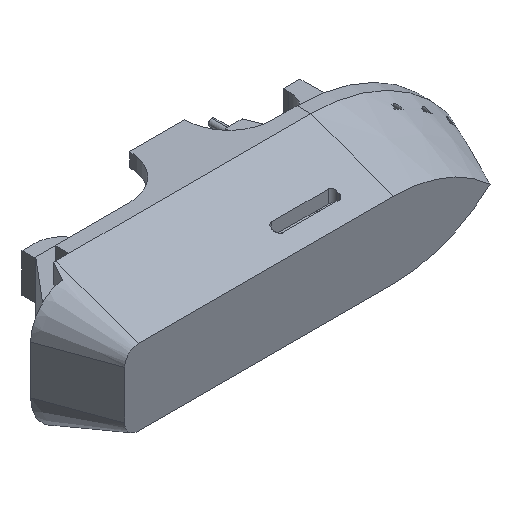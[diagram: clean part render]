
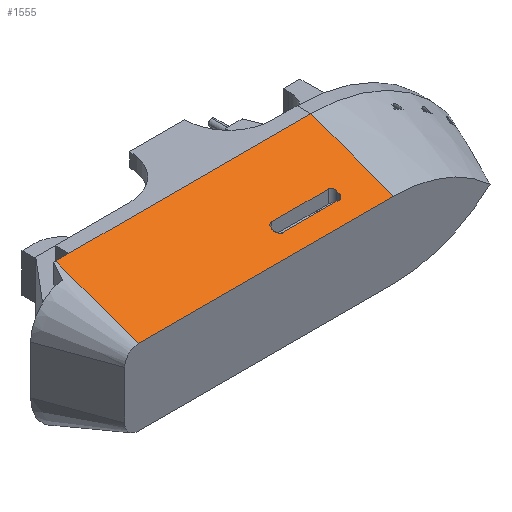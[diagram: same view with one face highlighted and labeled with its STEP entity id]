
A CAD part, isometric view. The second image highlights one B-rep face of the part: STEP entity #1555.
In plain terms, the highlighted planar face has unit normal (0, -0.342, 0.94).
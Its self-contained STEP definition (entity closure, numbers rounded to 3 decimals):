
#35 = CARTESIAN_POINT ( 'NONE',  ( 83.475, 16.2, 40.821 ) ) ;
#55 = VERTEX_POINT ( 'NONE', #2957 ) ;
#82 = ORIENTED_EDGE ( 'NONE', *, *, #3487, .T. ) ;
#95 = VERTEX_POINT ( 'NONE', #1436 ) ;
#146 = CARTESIAN_POINT ( 'NONE',  ( -105.41, 76.2, 62.66 ) ) ;
#153 = VERTEX_POINT ( 'NONE', #4406 ) ;
#209 = LINE ( 'NONE', #3088, #2901 ) ;
#235 = LINE ( 'NONE', #4367, #2136 ) ;
#256 = CARTESIAN_POINT ( 'NONE',  ( 85.818, 16.2, 40.821 ) ) ;
#338 = DIRECTION ( 'NONE',  ( 0., 0.94, 0.342 ) ) ;
#412 = LINE ( 'NONE', #4504, #2052 ) ;
#429 = EDGE_CURVE ( 'NONE', #3194, #3575, #3467, .T. ) ;
#460 = AXIS2_PLACEMENT_3D ( 'NONE', #3881, #2413, #2023 ) ;
#464 = CARTESIAN_POINT ( 'NONE',  ( 83.475, 26.2, 44.461 ) ) ;
#612 = VECTOR ( 'NONE', #1597, 1000. ) ;
#627 = CARTESIAN_POINT ( 'NONE',  ( 27.475, 22.2, 43.005 ) ) ;
#664 = CARTESIAN_POINT ( 'NONE',  ( 87.475, 17.857, 41.424 ) ) ;
#672 = LINE ( 'NONE', #3262, #3929 ) ;
#775 = VECTOR ( 'NONE', #816, 1000. ) ;
#794 = EDGE_CURVE ( 'NONE', #55, #1240, #1274, .T. ) ;
#816 = DIRECTION ( 'NONE',  ( 0., -0.94, -0.342 ) ) ;
#878 = CARTESIAN_POINT ( 'NONE',  ( 117.475, 0., 34.925 ) ) ;
#920 = PLANE ( 'NONE',  #460 ) ;
#957 = CARTESIAN_POINT ( 'NONE',  ( 117.475, 76.2, 62.66 ) ) ;
#996 = CARTESIAN_POINT ( 'NONE',  ( -117.475, 0., 34.925 ) ) ;
#1085 = ORIENTED_EDGE ( 'NONE', *, *, #794, .T. ) ;
#1114 = VERTEX_POINT ( 'NONE', #996 ) ;
#1115 = LINE ( 'NONE', #4111, #2974 ) ;
#1164 = CARTESIAN_POINT ( 'NONE',  ( 27.475, 17.857, 41.424 ) ) ;
#1173 = EDGE_CURVE ( 'NONE', #3281, #3139, #1765, .T. ) ;
#1240 = VERTEX_POINT ( 'NONE', #35 ) ;
#1274 =( BOUNDED_CURVE ( )  B_SPLINE_CURVE ( 3, ( #3998, #664, #256, #4387 ),
 .UNSPECIFIED., .F., .F. ) 
 B_SPLINE_CURVE_WITH_KNOTS ( ( 4, 4 ),
 ( 4.712, 6.283 ),
 .UNSPECIFIED. ) 
 CURVE ( )  GEOMETRIC_REPRESENTATION_ITEM ( )  RATIONAL_B_SPLINE_CURVE ( ( 1., 0.805, 0.805, 1. ) ) 
 REPRESENTATION_ITEM ( '' )  );
#1317 = LINE ( 'NONE', #2784, #775 ) ;
#1355 = FACE_OUTER_BOUND ( 'NONE', #4608, .T. ) ;
#1373 = DIRECTION ( 'NONE',  ( -1., 0., 0. ) ) ;
#1387 = CARTESIAN_POINT ( 'NONE',  ( 83.475, 26.2, 44.461 ) ) ;
#1436 = CARTESIAN_POINT ( 'NONE',  ( 31.475, 16.2, 40.821 ) ) ;
#1482 = CARTESIAN_POINT ( 'NONE',  ( 87.475, 22.2, 43.005 ) ) ;
#1493 = ORIENTED_EDGE ( 'NONE', *, *, #2969, .F. ) ;
#1550 = CARTESIAN_POINT ( 'NONE',  ( -117.475, 0., 34.925 ) ) ;
#1555 = ADVANCED_FACE ( 'NONE', ( #2743, #1355 ), #920, .T. ) ;
#1597 = DIRECTION ( 'NONE',  ( 0., -0.94, -0.342 ) ) ;
#1634 = VERTEX_POINT ( 'NONE', #4380 ) ;
#1704 = ORIENTED_EDGE ( 'NONE', *, *, #4308, .F. ) ;
#1765 =( BOUNDED_CURVE ( )  B_SPLINE_CURVE ( 3, ( #627, #3237, #4741, #4694 ),
 .UNSPECIFIED., .F., .F. ) 
 B_SPLINE_CURVE_WITH_KNOTS ( ( 4, 4 ),
 ( 1.571, 3.142 ),
 .UNSPECIFIED. ) 
 CURVE ( )  GEOMETRIC_REPRESENTATION_ITEM ( )  RATIONAL_B_SPLINE_CURVE ( ( 1., 0.805, 0.805, 1. ) ) 
 REPRESENTATION_ITEM ( '' )  );
#1770 = VERTEX_POINT ( 'NONE', #3973 ) ;
#1797 = ORIENTED_EDGE ( 'NONE', *, *, #3817, .T. ) ;
#1833 = CARTESIAN_POINT ( 'NONE',  ( 27.475, 20.2, 42.277 ) ) ;
#2023 = DIRECTION ( 'NONE',  ( 0., -0.94, -0.342 ) ) ;
#2052 = VECTOR ( 'NONE', #4818, 1000. ) ;
#2059 = EDGE_CURVE ( 'NONE', #3878, #1770, #3255, .T. ) ;
#2102 = ORIENTED_EDGE ( 'NONE', *, *, #3063, .T. ) ;
#2116 = EDGE_CURVE ( 'NONE', #2397, #3281, #1115, .T. ) ;
#2133 = ORIENTED_EDGE ( 'NONE', *, *, #2059, .T. ) ;
#2136 = VECTOR ( 'NONE', #1373, 1000. ) ;
#2138 = CARTESIAN_POINT ( 'NONE',  ( 31.475, 26.2, 44.461 ) ) ;
#2153 = EDGE_CURVE ( 'NONE', #3139, #3878, #412, .T. ) ;
#2155 = EDGE_CURVE ( 'NONE', #95, #2397, #4263, .T. ) ;
#2197 = LINE ( 'NONE', #1550, #612 ) ;
#2203 = CARTESIAN_POINT ( 'NONE',  ( 27.475, 22.2, 43.005 ) ) ;
#2397 = VERTEX_POINT ( 'NONE', #3382 ) ;
#2413 = DIRECTION ( 'NONE',  ( 0., -0.342, 0.94 ) ) ;
#2583 = CARTESIAN_POINT ( 'NONE',  ( 87.475, 24.543, 43.858 ) ) ;
#2646 = EDGE_CURVE ( 'NONE', #1770, #55, #672, .T. ) ;
#2743 = FACE_BOUND ( 'NONE', #4394, .T. ) ;
#2784 = CARTESIAN_POINT ( 'NONE',  ( 117.475, 0., 34.925 ) ) ;
#2853 = CARTESIAN_POINT ( 'NONE',  ( 85.818, 26.2, 44.461 ) ) ;
#2886 = ORIENTED_EDGE ( 'NONE', *, *, #429, .F. ) ;
#2901 = VECTOR ( 'NONE', #4296, 1000. ) ;
#2912 = DIRECTION ( 'NONE',  ( 0., -0.94, -0.342 ) ) ;
#2957 = CARTESIAN_POINT ( 'NONE',  ( 87.475, 20.2, 42.277 ) ) ;
#2969 = EDGE_CURVE ( 'NONE', #153, #3194, #209, .T. ) ;
#2974 = VECTOR ( 'NONE', #338, 1000. ) ;
#3063 = EDGE_CURVE ( 'NONE', #1240, #95, #235, .T. ) ;
#3088 = CARTESIAN_POINT ( 'NONE',  ( 117.475, 76.2, 62.66 ) ) ;
#3139 = VERTEX_POINT ( 'NONE', #2138 ) ;
#3194 = VERTEX_POINT ( 'NONE', #3954 ) ;
#3237 = CARTESIAN_POINT ( 'NONE',  ( 27.475, 24.543, 43.858 ) ) ;
#3255 =( BOUNDED_CURVE ( )  B_SPLINE_CURVE ( 3, ( #1387, #2853, #2583, #1482 ),
 .UNSPECIFIED., .F., .F. ) 
 B_SPLINE_CURVE_WITH_KNOTS ( ( 4, 4 ),
 ( 3.142, 4.712 ),
 .UNSPECIFIED. ) 
 CURVE ( )  GEOMETRIC_REPRESENTATION_ITEM ( )  RATIONAL_B_SPLINE_CURVE ( ( 1., 0.805, 0.805, 1. ) ) 
 REPRESENTATION_ITEM ( '' )  );
#3262 = CARTESIAN_POINT ( 'NONE',  ( 87.475, 0., 34.925 ) ) ;
#3276 = ORIENTED_EDGE ( 'NONE', *, *, #1173, .T. ) ;
#3281 = VERTEX_POINT ( 'NONE', #2203 ) ;
#3318 = CARTESIAN_POINT ( 'NONE',  ( 31.475, 16.2, 40.821 ) ) ;
#3382 = CARTESIAN_POINT ( 'NONE',  ( 27.475, 20.2, 42.277 ) ) ;
#3467 = LINE ( 'NONE', #146, #3704 ) ;
#3487 = EDGE_CURVE ( 'NONE', #1114, #1634, #4211, .T. ) ;
#3575 = VERTEX_POINT ( 'NONE', #957 ) ;
#3598 = ORIENTED_EDGE ( 'NONE', *, *, #2153, .T. ) ;
#3694 = VECTOR ( 'NONE', #4556, 1000. ) ;
#3704 = VECTOR ( 'NONE', #3866, 1000. ) ;
#3817 = EDGE_CURVE ( 'NONE', #153, #1114, #2197, .T. ) ;
#3866 = DIRECTION ( 'NONE',  ( 1., 0., 0. ) ) ;
#3878 = VERTEX_POINT ( 'NONE', #464 ) ;
#3881 = CARTESIAN_POINT ( 'NONE',  ( 117.475, 0., 34.925 ) ) ;
#3929 = VECTOR ( 'NONE', #2912, 1000. ) ;
#3954 = CARTESIAN_POINT ( 'NONE',  ( -105.41, 76.2, 62.66 ) ) ;
#3973 = CARTESIAN_POINT ( 'NONE',  ( 87.475, 22.2, 43.005 ) ) ;
#3998 = CARTESIAN_POINT ( 'NONE',  ( 87.475, 20.2, 42.277 ) ) ;
#4083 = CARTESIAN_POINT ( 'NONE',  ( 29.132, 16.2, 40.821 ) ) ;
#4111 = CARTESIAN_POINT ( 'NONE',  ( 27.475, 0., 34.925 ) ) ;
#4156 = ORIENTED_EDGE ( 'NONE', *, *, #2116, .T. ) ;
#4211 = LINE ( 'NONE', #878, #3694 ) ;
#4263 =( BOUNDED_CURVE ( )  B_SPLINE_CURVE ( 3, ( #3318, #4083, #1164, #1833 ),
 .UNSPECIFIED., .F., .F. ) 
 B_SPLINE_CURVE_WITH_KNOTS ( ( 4, 4 ),
 ( 0., 1.571 ),
 .UNSPECIFIED. ) 
 CURVE ( )  GEOMETRIC_REPRESENTATION_ITEM ( )  RATIONAL_B_SPLINE_CURVE ( ( 1., 0.805, 0.805, 1. ) ) 
 REPRESENTATION_ITEM ( '' )  );
#4296 = DIRECTION ( 'NONE',  ( 1., 0., 0. ) ) ;
#4308 = EDGE_CURVE ( 'NONE', #3575, #1634, #1317, .T. ) ;
#4337 = ORIENTED_EDGE ( 'NONE', *, *, #2646, .T. ) ;
#4367 = CARTESIAN_POINT ( 'NONE',  ( 117.475, 16.2, 40.821 ) ) ;
#4380 = CARTESIAN_POINT ( 'NONE',  ( 117.475, 0., 34.925 ) ) ;
#4387 = CARTESIAN_POINT ( 'NONE',  ( 83.475, 16.2, 40.821 ) ) ;
#4394 = EDGE_LOOP ( 'NONE', ( #3598, #2133, #4337, #1085, #2102, #4450, #4156, #3276 ) ) ;
#4406 = CARTESIAN_POINT ( 'NONE',  ( -117.475, 76.2, 62.66 ) ) ;
#4450 = ORIENTED_EDGE ( 'NONE', *, *, #2155, .T. ) ;
#4504 = CARTESIAN_POINT ( 'NONE',  ( 117.475, 26.2, 44.461 ) ) ;
#4556 = DIRECTION ( 'NONE',  ( 1., 0., 0. ) ) ;
#4608 = EDGE_LOOP ( 'NONE', ( #82, #1704, #2886, #1493, #1797 ) ) ;
#4694 = CARTESIAN_POINT ( 'NONE',  ( 31.475, 26.2, 44.461 ) ) ;
#4741 = CARTESIAN_POINT ( 'NONE',  ( 29.132, 26.2, 44.461 ) ) ;
#4818 = DIRECTION ( 'NONE',  ( 1., 0., 0. ) ) ;
